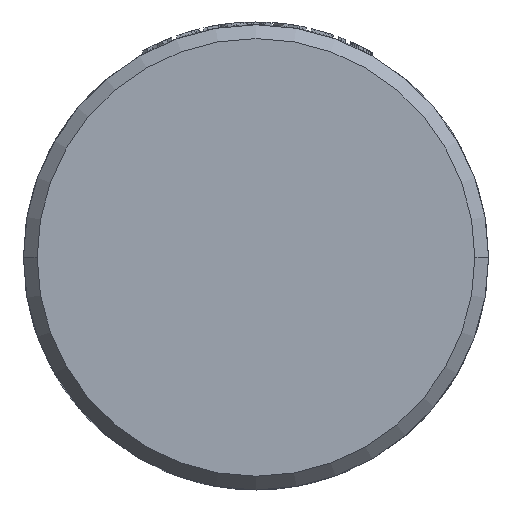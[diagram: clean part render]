
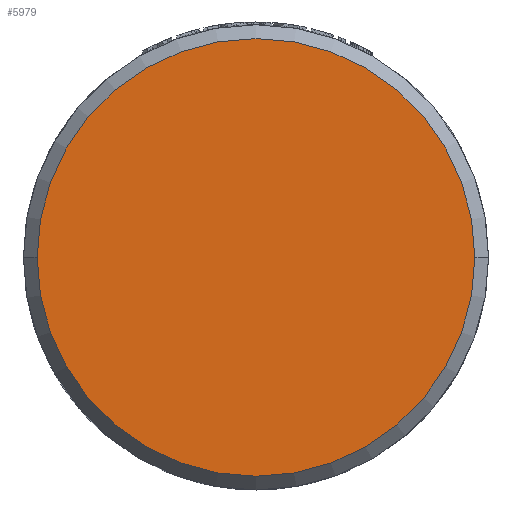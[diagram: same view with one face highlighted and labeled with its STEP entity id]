
A CAD part, front view. The second image highlights one B-rep face of the part: STEP entity #5979.
In plain terms, the highlighted planar face has unit normal (0, -1, 0).
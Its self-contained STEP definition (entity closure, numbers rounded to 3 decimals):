
#6=CARTESIAN_POINT('',(0.,0.,0.));
#7=DIRECTION('',(0.,-1.,0.));
#8=DIRECTION('',(1.,0.,0.));
#9=AXIS2_PLACEMENT_3D('',#6,#7,#8);
#4522=CARTESIAN_POINT('',(0.,0.,0.));
#4523=DIRECTION('',(0.,1.,0.));
#4524=DIRECTION('',(1.,0.,0.));
#4525=AXIS2_PLACEMENT_3D('',#4522,#4523,#4524);
#5651=CARTESIAN_POINT('',(38.813,0.,0.));
#5652=CARTESIAN_POINT('',(-38.813,0.,0.));
#5653=VERTEX_POINT('',#5651);
#5654=VERTEX_POINT('',#5652);
#5968=CARTESIAN_POINT('',(0.,0.,0.));
#5969=DIRECTION('',(0.,-1.,0.));
#5970=DIRECTION('',(-1.,0.,0.));
#5971=AXIS2_PLACEMENT_3D('',#5968,#5969,#5970);
#5972=PLANE('',#5971);
#5974=ORIENTED_EDGE('',*,*,#5973,.F.);
#5976=ORIENTED_EDGE('',*,*,#5975,.T.);
#5977=EDGE_LOOP('',(#5974,#5976));
#5978=FACE_OUTER_BOUND('',#5977,.F.);
#5979=ADVANCED_FACE('',(#5978),#5972,.T.);
#10=CIRCLE('',#9,38.813);
#4526=CIRCLE('',#4525,38.813);
#5973=EDGE_CURVE('',#5653,#5654,#10,.T.);
#5975=EDGE_CURVE('',#5653,#5654,#4526,.T.);
